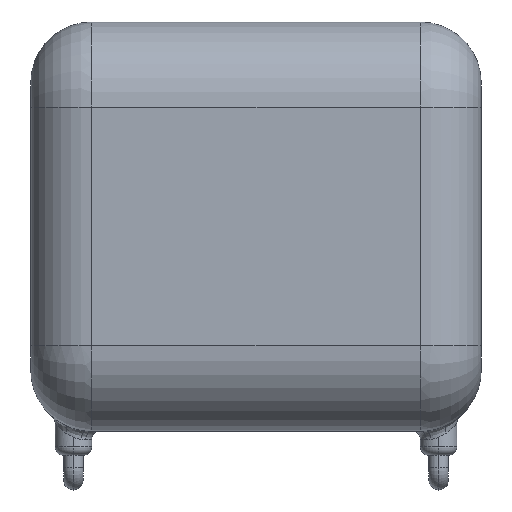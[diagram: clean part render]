
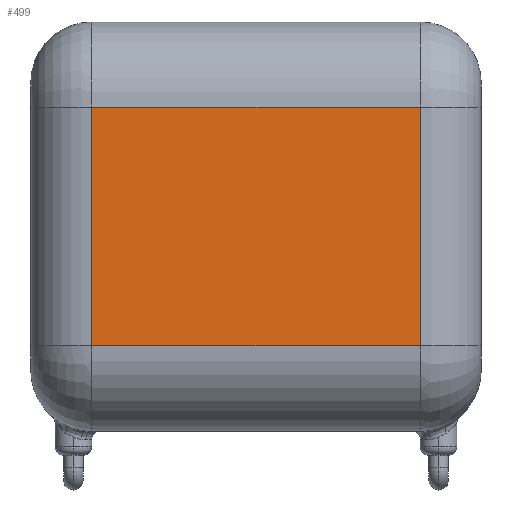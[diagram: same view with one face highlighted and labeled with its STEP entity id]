
A CAD part, top view. The second image highlights one B-rep face of the part: STEP entity #499.
In plain terms, the highlighted planar face has unit normal (0, 0, 1).
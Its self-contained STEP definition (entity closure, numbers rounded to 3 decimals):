
#186 = EDGE_CURVE ( 'NONE', #246, #187, #1218, .T. ) ;
#187 = VERTEX_POINT ( 'NONE', #1214 ) ;
#246 = VERTEX_POINT ( 'NONE', #1441 ) ;
#331 = EDGE_CURVE ( 'NONE', #535, #536, #2644, .T. ) ;
#499 = ADVANCED_FACE ( 'NONE', ( #2185 ), #2170, .F. ) ;
#500 = EDGE_LOOP ( 'NONE', ( #501, #502, #504, #509 ) ) ;
#501 = ORIENTED_EDGE ( 'NONE', *, *, #331, .T. ) ;
#502 = ORIENTED_EDGE ( 'NONE', *, *, #503, .T. ) ;
#503 = EDGE_CURVE ( 'NONE', #536, #187, #2107, .T. ) ;
#504 = ORIENTED_EDGE ( 'NONE', *, *, #186, .F. ) ;
#509 = ORIENTED_EDGE ( 'NONE', *, *, #510, .T. ) ;
#510 = EDGE_CURVE ( 'NONE', #246, #535, #2097, .T. ) ;
#535 = VERTEX_POINT ( 'NONE', #2263 ) ;
#536 = VERTEX_POINT ( 'NONE', #2265 ) ;
#1214 = CARTESIAN_POINT ( 'NONE',  ( -6.75, 5.5, 4.5 ) ) ;
#1215 = DIRECTION ( 'NONE',  ( -1., 0., 0. ) ) ;
#1216 = VECTOR ( 'NONE', #1215, 1000. ) ;
#1217 = CARTESIAN_POINT ( 'NONE',  ( 9.25, 5.5, 4.5 ) ) ;
#1218 = LINE ( 'NONE', #1217, #1216 ) ;
#1441 = CARTESIAN_POINT ( 'NONE',  ( 6.75, 5.5, 4.5 ) ) ;
#2094 = DIRECTION ( 'NONE',  ( 0., 1., 0. ) ) ;
#2095 = VECTOR ( 'NONE', #2094, 1000. ) ;
#2096 = CARTESIAN_POINT ( 'NONE',  ( 6.75, 15.3, 4.5 ) ) ;
#2097 = LINE ( 'NONE', #2096, #2095 ) ;
#2104 = DIRECTION ( 'NONE',  ( 0., -1., 0. ) ) ;
#2105 = VECTOR ( 'NONE', #2104, 1000. ) ;
#2106 = CARTESIAN_POINT ( 'NONE',  ( -6.75, 15.3, 4.5 ) ) ;
#2107 = LINE ( 'NONE', #2106, #2105 ) ;
#2166 = DIRECTION ( 'NONE',  ( 0., 1., 0. ) ) ;
#2167 = DIRECTION ( 'NONE',  ( 0., 0., -1. ) ) ;
#2168 = CARTESIAN_POINT ( 'NONE',  ( 9.25, 15.3, 4.5 ) ) ;
#2169 = AXIS2_PLACEMENT_3D ( 'NONE', #2168, #2167, #2166 ) ;
#2170 = PLANE ( 'NONE',  #2169 ) ;
#2185 = FACE_OUTER_BOUND ( 'NONE', #500, .T. ) ;
#2263 = CARTESIAN_POINT ( 'NONE',  ( 6.75, 15.3, 4.5 ) ) ;
#2265 = CARTESIAN_POINT ( 'NONE',  ( -6.75, 15.3, 4.5 ) ) ;
#2635 = DIRECTION ( 'NONE',  ( -1., 0., 0. ) ) ;
#2636 = VECTOR ( 'NONE', #2635, 1000. ) ;
#2637 = CARTESIAN_POINT ( 'NONE',  ( 9.25, 15.3, 4.5 ) ) ;
#2644 = LINE ( 'NONE', #2637, #2636 ) ;
